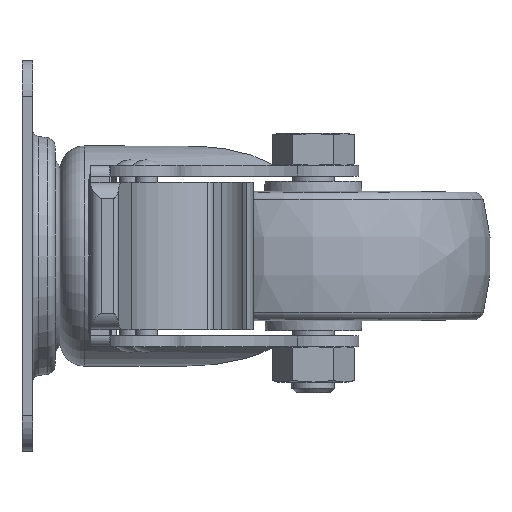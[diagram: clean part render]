
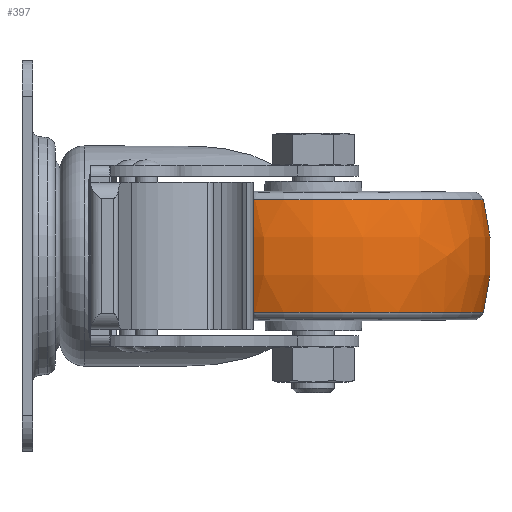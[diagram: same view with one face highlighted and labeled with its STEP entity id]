
A CAD part, left-side view. The second image highlights one B-rep face of the part: STEP entity #397.
In plain terms, the highlighted free-form (B-spline) face has degree [3, 3] with [4, 7] control points.
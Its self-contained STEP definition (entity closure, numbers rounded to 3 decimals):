
#397 = ADVANCED_FACE( '', ( #922, #923 ), #924, .T. );
#922 = FACE_OUTER_BOUND( '', #1711, .T. );
#923 = FACE_OUTER_BOUND( '', #1712, .T. );
#924 = ( BOUNDED_SURFACE(  )B_SPLINE_SURFACE( 3, 3, ( ( #1715, #1716, #1717, #1718, #1719, #1720, #1721 ), ( #1722, #1723, #1724, #1725, #1726, #1727, #1728 ), ( #1729, #1730, #1731, #1732, #1733, #1734, #1735 ), ( #1736, #1737, #1738, #1739, #1740, #1741, #1742 ) ), .UNSPECIFIED., .F., .T., .F. )B_SPLINE_SURFACE_WITH_KNOTS( ( 4, 4 ), ( 4, 3, 4 ), ( 0., 6.283 ), ( -0.266, 0., 0.266 ), .UNSPECIFIED. )GEOMETRIC_REPRESENTATION_ITEM(  )RATIONAL_B_SPLINE_SURFACE( ( ( 1., 0.333, 0.333, 1., 0.333, 0.333, 1. ), ( 0.977, 0.326, 0.326, 0.977, 0.326, 0.326, 0.977 ), ( 0.977, 0.326, 0.326, 0.977, 0.326, 0.326, 0.977 ), ( 1., 0.333, 0.333, 1., 0.333, 0.333, 1. ) ) )REPRESENTATION_ITEM( '' )SURFACE(  ) );
#1711 = EDGE_LOOP( '', ( #2612 ) );
#1712 = EDGE_LOOP( '', ( #2613 ) );
#1715 = CARTESIAN_POINT( '', ( 18.395, 0., -23.943 ) );
#1716 = CARTESIAN_POINT( '', ( 18.395, 47.885, -23.943 ) );
#1717 = CARTESIAN_POINT( '', ( 18.395, 47.885, 23.943 ) );
#1718 = CARTESIAN_POINT( '', ( 18.395, 0., 23.943 ) );
#1719 = CARTESIAN_POINT( '', ( 18.395, -47.885, 23.943 ) );
#1720 = CARTESIAN_POINT( '', ( 18.395, -47.885, -23.943 ) );
#1721 = CARTESIAN_POINT( '', ( 18.395, 0., -23.943 ) );
#1722 = CARTESIAN_POINT( '', ( 13.195, 0., -25.361 ) );
#1723 = CARTESIAN_POINT( '', ( 13.195, 50.722, -25.361 ) );
#1724 = CARTESIAN_POINT( '', ( 13.195, 50.722, 25.361 ) );
#1725 = CARTESIAN_POINT( '', ( 13.195, 0., 25.361 ) );
#1726 = CARTESIAN_POINT( '', ( 13.195, -50.722, 25.361 ) );
#1727 = CARTESIAN_POINT( '', ( 13.195, -50.722, -25.361 ) );
#1728 = CARTESIAN_POINT( '', ( 13.195, 0., -25.361 ) );
#1729 = CARTESIAN_POINT( '', ( 7.805, 0., -25.361 ) );
#1730 = CARTESIAN_POINT( '', ( 7.805, 50.722, -25.361 ) );
#1731 = CARTESIAN_POINT( '', ( 7.805, 50.722, 25.361 ) );
#1732 = CARTESIAN_POINT( '', ( 7.805, 0., 25.361 ) );
#1733 = CARTESIAN_POINT( '', ( 7.805, -50.722, 25.361 ) );
#1734 = CARTESIAN_POINT( '', ( 7.805, -50.722, -25.361 ) );
#1735 = CARTESIAN_POINT( '', ( 7.805, 0., -25.361 ) );
#1736 = CARTESIAN_POINT( '', ( 2.605, 0., -23.943 ) );
#1737 = CARTESIAN_POINT( '', ( 2.605, 47.885, -23.943 ) );
#1738 = CARTESIAN_POINT( '', ( 2.605, 47.885, 23.943 ) );
#1739 = CARTESIAN_POINT( '', ( 2.605, 0., 23.943 ) );
#1740 = CARTESIAN_POINT( '', ( 2.605, -47.885, 23.943 ) );
#1741 = CARTESIAN_POINT( '', ( 2.605, -47.885, -23.943 ) );
#1742 = CARTESIAN_POINT( '', ( 2.605, 0., -23.943 ) );
#2612 = ORIENTED_EDGE( '', *, *, #4331, .T. );
#2613 = ORIENTED_EDGE( '', *, *, #4332, .F. );
#4331 = EDGE_CURVE( '', #5077, #5077, #5078, .T. );
#4332 = EDGE_CURVE( '', #5079, #5079, #5080, .T. );
#5077 = VERTEX_POINT( '', #6199 );
#5078 = CIRCLE( '', #6200, 23.943 );
#5079 = VERTEX_POINT( '', #6201 );
#5080 = CIRCLE( '', #6202, 23.943 );
#6199 = CARTESIAN_POINT( '', ( 2.605, 0., -23.943 ) );
#6200 = AXIS2_PLACEMENT_3D( '', #7575, #7576, #7577 );
#6201 = CARTESIAN_POINT( '', ( 18.395, 0., -23.943 ) );
#6202 = AXIS2_PLACEMENT_3D( '', #7578, #7579, #7580 );
#7575 = CARTESIAN_POINT( '', ( 2.605, 0., 0. ) );
#7576 = DIRECTION( '', ( 1., 0., 0. ) );
#7577 = DIRECTION( '', ( 0., 0., -1. ) );
#7578 = CARTESIAN_POINT( '', ( 18.395, 0., 0. ) );
#7579 = DIRECTION( '', ( 1., 0., 0. ) );
#7580 = DIRECTION( '', ( 0., 0., -1. ) );
